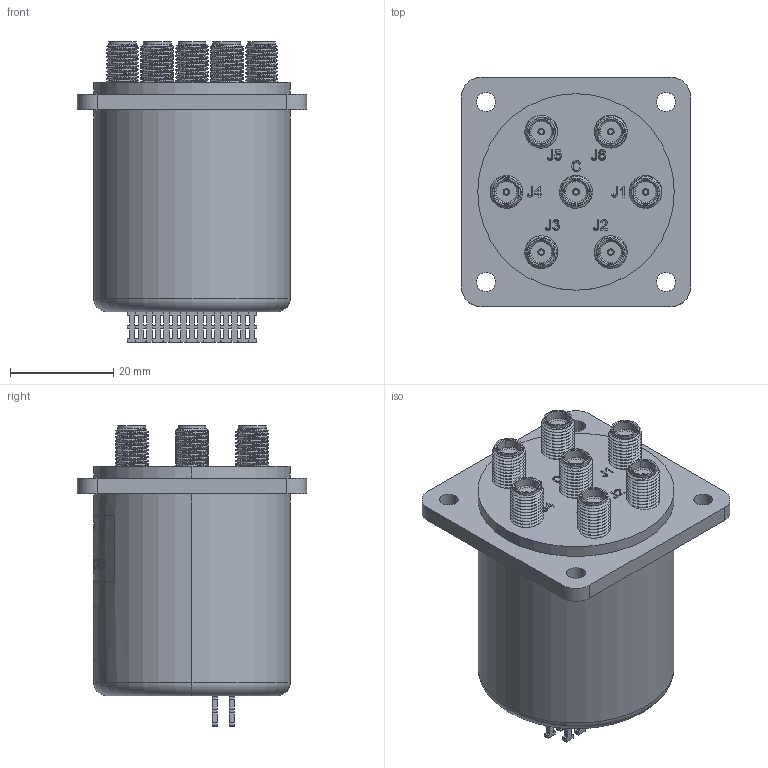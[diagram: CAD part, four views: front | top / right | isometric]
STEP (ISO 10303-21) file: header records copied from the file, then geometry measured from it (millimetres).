
FILE_DESCRIPTION (( 'STEP AP214' ), '1' );
FILE_NAME ('FMSW6454.step', '2021-02-25T21:30:13', ( '' ), ( '' ), 'SwSTEP 2.0', 'SolidWorks 2018', '' );
FILE_SCHEMA (( 'AUTOMOTIVE_DESIGN' ));
Length unit declared in the file: inch
Products named in the file (1): FMSW6454
Bounding box: 44.45 x 44.45 x 58.22 mm (x, y, z)
Volume: 54281.8 mm3; surface area: 11787.2 mm2
Topology: 1 solids, 1 shells, 1217 faces, 3355 edges, 2222 vertices
Faces by surface type: plane 519, cylinder 416, bspline 231, cone 49, torus 2
Entity records: 57046 total; most frequent: CARTESIAN_POINT 28362, ORIENTED_EDGE 6710, DIRECTION 4979, EDGE_CURVE 3355, VERTEX_POINT 2222, LINE 1709, VECTOR 1709, AXIS2_PLACEMENT_3D 1635
